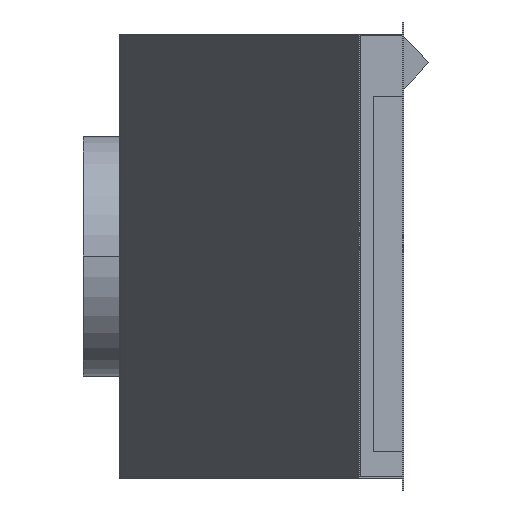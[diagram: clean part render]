
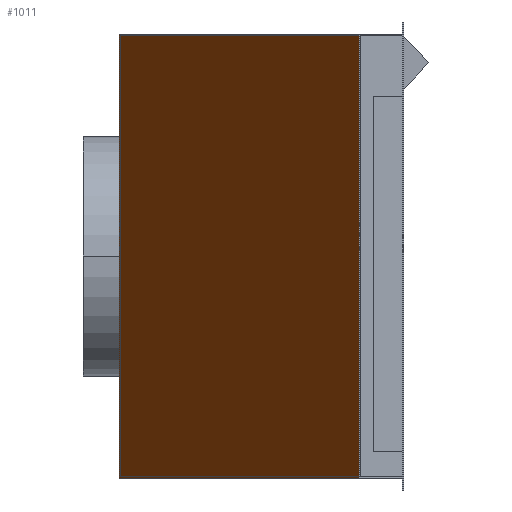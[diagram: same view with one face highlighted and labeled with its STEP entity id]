
A CAD part, left-side view. The second image highlights one B-rep face of the part: STEP entity #1011.
In plain terms, the highlighted planar face has unit normal (-0.425, 0.905, 0).
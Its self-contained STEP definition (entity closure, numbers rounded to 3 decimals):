
#253=DIRECTION('',(-0.905,-0.425,0.));
#254=VECTOR('',#253,470.612);
#255=CARTESIAN_POINT('',(-122.5,237.,185.));
#256=LINE('',#255,#254);
#277=DIRECTION('',(0.,0.,-1.));
#278=VECTOR('',#277,370.);
#279=CARTESIAN_POINT('',(-548.5,37.,185.));
#280=LINE('',#279,#278);
#281=DIRECTION('',(-0.905,-0.425,0.));
#282=VECTOR('',#281,470.612);
#283=CARTESIAN_POINT('',(-122.5,237.,-185.));
#284=LINE('',#283,#282);
#285=DIRECTION('',(0.,0.,-1.));
#286=VECTOR('',#285,370.);
#287=CARTESIAN_POINT('',(-122.5,237.,185.));
#288=LINE('',#287,#286);
#527=CARTESIAN_POINT('',(-122.5,237.,185.));
#528=VERTEX_POINT('',#527);
#529=CARTESIAN_POINT('',(-548.5,37.,185.));
#530=VERTEX_POINT('',#529);
#539=CARTESIAN_POINT('',(-122.5,237.,-185.));
#540=VERTEX_POINT('',#539);
#541=CARTESIAN_POINT('',(-548.5,37.,-185.));
#542=VERTEX_POINT('',#541);
#999=CARTESIAN_POINT('',(-122.5,237.,185.));
#1000=DIRECTION('',(-0.425,0.905,0.));
#1001=DIRECTION('',(-0.905,-0.425,0.));
#1002=AXIS2_PLACEMENT_3D('',#999,#1000,#1001);
#1003=PLANE('',#1002);
#1004=ORIENTED_EDGE('',*,*,#941,.F.);
#1006=ORIENTED_EDGE('',*,*,#1005,.F.);
#1007=ORIENTED_EDGE('',*,*,#974,.T.);
#1008=ORIENTED_EDGE('',*,*,#992,.T.);
#1009=EDGE_LOOP('',(#1004,#1006,#1007,#1008));
#1010=FACE_OUTER_BOUND('',#1009,.F.);
#1011=ADVANCED_FACE('',(#1010),#1003,.T.);
#941=EDGE_CURVE('',#540,#542,#284,.T.);
#974=EDGE_CURVE('',#528,#530,#256,.T.);
#992=EDGE_CURVE('',#530,#542,#280,.T.);
#1005=EDGE_CURVE('',#528,#540,#288,.T.);
